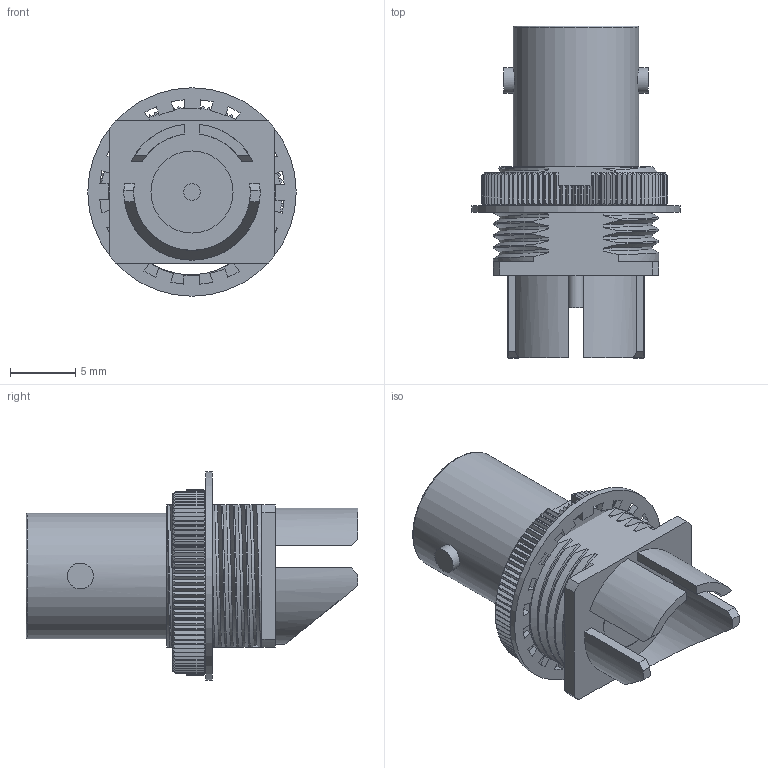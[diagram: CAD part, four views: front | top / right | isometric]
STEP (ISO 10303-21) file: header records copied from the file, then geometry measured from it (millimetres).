
FILE_DESCRIPTION (( 'STEP AP203' ), '1' );
FILE_NAME ('FMCN0009_3D.step', '2021-12-11T00:45:05', ( '' ), ( '' ), 'SwSTEP 2.0', 'SolidWorks 2021', '' );
FILE_SCHEMA (( 'CONFIG_CONTROL_DESIGN' ));
Length unit declared in the file: inch
Products named in the file (7): _BNC7T-J-P-GN-ST-EM1D_w^BNC7T-J-P-GN-ST-EM1D(2)_FMCN0009; BNC7T-J-P-GN-ST-EM1D(2)^FMCN0009; _BNC7T-J-P-GN-ST-EM1D_n^BNC7T-J-P-GN-ST-EM1D(2)_FMCN0009; _BNC7T-J-P-GN-ST-EM1D_p^BNC7T-J-P-GN-ST-EM1D(2)_FMCN0009; _BNC7T-J-P-GN-ST-EM1D_i^BNC7T-J-P-GN-ST-EM1D(2)_FMCN0009; _BNC7T-J-P-GN-ST-EM1D_s^BNC7T-J-P-GN-ST-EM1D(2)_FMCN0009; FMCN0009_3D
Assembly tree (6 placements, depth 3):
  FMCN0009_3D
    BNC7T-J-P-GN-ST-EM1D(2)^FMCN0009
      _BNC7T-J-P-GN-ST-EM1D_s^BNC7T-J-P-GN-ST-EM1D(2)_FMCN0009
      _BNC7T-J-P-GN-ST-EM1D_i^BNC7T-J-P-GN-ST-EM1D(2)_FMCN0009
      _BNC7T-J-P-GN-ST-EM1D_p^BNC7T-J-P-GN-ST-EM1D(2)_FMCN0009
      _BNC7T-J-P-GN-ST-EM1D_w^BNC7T-J-P-GN-ST-EM1D(2)_FMCN0009
      _BNC7T-J-P-GN-ST-EM1D_n^BNC7T-J-P-GN-ST-EM1D(2)_FMCN0009
Bounding box: 16 x 25.48 x 16 mm (x, y, z)
Volume: 1526.2 mm3; surface area: 2671.9 mm2
Topology: 5 solids, 5 shells, 812 faces, 1997 edges, 1205 vertices
Faces by surface type: plane 297, cylinder 273, cone 194, bspline 47, torus 1
Full cylindrical faces by diameter (mm): 1.25 x2, 1.42 x1, 1.8 x1, 1.98 x2, 2.1 x1, 6.3 x2, 6.75 x1, 7.25 x2, 8.13 x1, 9.65 x1, 11.717 x1, 16 x1
Entity records: 37564 total; most frequent: CARTESIAN_POINT 18673, ORIENTED_EDGE 3946, DIRECTION 3695, EDGE_CURVE 1973, AXIS2_PLACEMENT_3D 1506, VERTEX_POINT 1200, EDGE_LOOP 849, FACE_OUTER_BOUND 829
